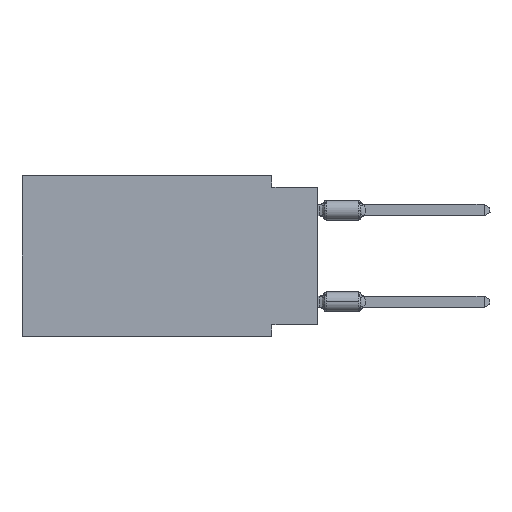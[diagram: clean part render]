
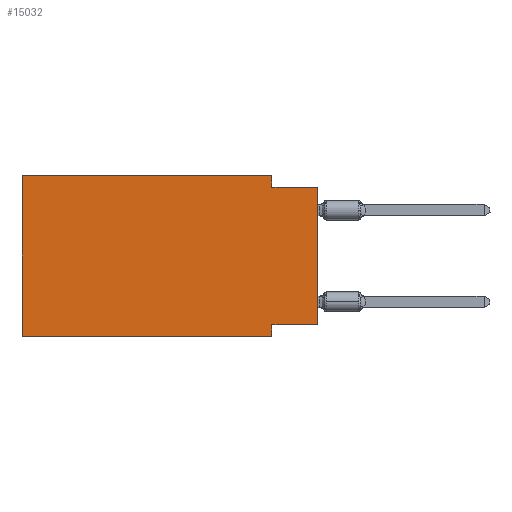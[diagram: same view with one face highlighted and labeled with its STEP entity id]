
A CAD part, left-side view. The second image highlights one B-rep face of the part: STEP entity #15032.
In plain terms, the highlighted planar face has unit normal (-1, 0, 0).
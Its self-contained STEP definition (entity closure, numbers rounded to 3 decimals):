
#186 = ORIENTED_EDGE ( 'NONE', *, *, #29446, .F. ) ;
#1922 = VERTEX_POINT ( 'NONE', #17776 ) ;
#2069 = ORIENTED_EDGE ( 'NONE', *, *, #28835, .F. ) ;
#2660 = CARTESIAN_POINT ( 'NONE',  ( 0., 2.54, 0. ) ) ;
#4270 = CARTESIAN_POINT ( 'NONE',  ( 0., 16.383, 0. ) ) ;
#5773 = EDGE_CURVE ( 'NONE', #12300, #7131, #12520, .T. ) ;
#7131 = VERTEX_POINT ( 'NONE', #2660 ) ;
#8862 = VERTEX_POINT ( 'NONE', #21033 ) ;
#9882 = VECTOR ( 'NONE', #12760, 1000. ) ;
#10254 = LINE ( 'NONE', #46557, #22422 ) ;
#10510 = EDGE_CURVE ( 'NONE', #7131, #1922, #32249, .T. ) ;
#11941 = LINE ( 'NONE', #33333, #24655 ) ;
#12300 = VERTEX_POINT ( 'NONE', #32298 ) ;
#12520 = LINE ( 'NONE', #34168, #9882 ) ;
#12661 = DIRECTION ( 'NONE',  ( 0., 0., -1. ) ) ;
#12760 = DIRECTION ( 'NONE',  ( 0., -1., 0. ) ) ;
#13991 = CARTESIAN_POINT ( 'NONE',  ( 0., 2.54, 0. ) ) ;
#15032 = ADVANCED_FACE ( 'NONE', ( #36471 ), #26124, .F. ) ;
#16730 = VECTOR ( 'NONE', #25842, 1000. ) ;
#17776 = CARTESIAN_POINT ( 'NONE',  ( 0., 2.54, -0.635 ) ) ;
#17855 = EDGE_CURVE ( 'NONE', #8862, #18780, #44039, .T. ) ;
#17959 = CARTESIAN_POINT ( 'NONE',  ( 0., 0., -0.635 ) ) ;
#18780 = VERTEX_POINT ( 'NONE', #17959 ) ;
#18925 = DIRECTION ( 'NONE',  ( 1., 0., 0. ) ) ;
#19363 = VERTEX_POINT ( 'NONE', #44490 ) ;
#21033 = CARTESIAN_POINT ( 'NONE',  ( 0., 0., -8.255 ) ) ;
#21535 = EDGE_CURVE ( 'NONE', #36189, #19363, #11941, .T. ) ;
#22422 = VECTOR ( 'NONE', #24446, 1000. ) ;
#23134 = CARTESIAN_POINT ( 'NONE',  ( 0., 16.383, -8.89 ) ) ;
#23963 = ORIENTED_EDGE ( 'NONE', *, *, #5773, .F. ) ;
#24446 = DIRECTION ( 'NONE',  ( 0., 0., 1. ) ) ;
#24655 = VECTOR ( 'NONE', #41252, 1000. ) ;
#25842 = DIRECTION ( 'NONE',  ( 0., 1., 0. ) ) ;
#25926 = EDGE_CURVE ( 'NONE', #36189, #12300, #10254, .T. ) ;
#26124 = PLANE ( 'NONE',  #37141 ) ;
#26269 = DIRECTION ( 'NONE',  ( 0., -1., 0. ) ) ;
#26612 = LINE ( 'NONE', #33814, #29772 ) ;
#28541 = EDGE_CURVE ( 'NONE', #31340, #19363, #26612, .T. ) ;
#28568 = CARTESIAN_POINT ( 'NONE',  ( 0., 2.54, -8.255 ) ) ;
#28835 = EDGE_CURVE ( 'NONE', #8862, #31340, #43864, .T. ) ;
#29369 = DIRECTION ( 'NONE',  ( 0., 0., 1. ) ) ;
#29446 = EDGE_CURVE ( 'NONE', #1922, #18780, #44304, .T. ) ;
#29470 = EDGE_LOOP ( 'NONE', ( #37921, #186, #36406, #23963, #33414, #37295, #45792, #2069 ) ) ;
#29772 = VECTOR ( 'NONE', #12661, 1000. ) ;
#31340 = VERTEX_POINT ( 'NONE', #28568 ) ;
#32249 = LINE ( 'NONE', #13991, #32422 ) ;
#32298 = CARTESIAN_POINT ( 'NONE',  ( 0., 16.383, 0. ) ) ;
#32422 = VECTOR ( 'NONE', #43331, 1000. ) ;
#33333 = CARTESIAN_POINT ( 'NONE',  ( 0., 16.383, -8.89 ) ) ;
#33414 = ORIENTED_EDGE ( 'NONE', *, *, #25926, .F. ) ;
#33814 = CARTESIAN_POINT ( 'NONE',  ( 0., 2.54, -8.89 ) ) ;
#34168 = CARTESIAN_POINT ( 'NONE',  ( 0., 16.383, 0. ) ) ;
#34432 = VECTOR ( 'NONE', #26269, 1000. ) ;
#36189 = VERTEX_POINT ( 'NONE', #23134 ) ;
#36406 = ORIENTED_EDGE ( 'NONE', *, *, #10510, .F. ) ;
#36471 = FACE_OUTER_BOUND ( 'NONE', #29470, .T. ) ;
#37141 = AXIS2_PLACEMENT_3D ( 'NONE', #4270, #18925, #39824 ) ;
#37295 = ORIENTED_EDGE ( 'NONE', *, *, #21535, .T. ) ;
#37320 = CARTESIAN_POINT ( 'NONE',  ( 0., 0., 0. ) ) ;
#37921 = ORIENTED_EDGE ( 'NONE', *, *, #17855, .T. ) ;
#37935 = VECTOR ( 'NONE', #29369, 1000. ) ;
#39824 = DIRECTION ( 'NONE',  ( 0., 0., -1. ) ) ;
#41252 = DIRECTION ( 'NONE',  ( 0., -1., 0. ) ) ;
#43331 = DIRECTION ( 'NONE',  ( 0., 0., -1. ) ) ;
#43397 = CARTESIAN_POINT ( 'NONE',  ( 0., 0., -8.255 ) ) ;
#43864 = LINE ( 'NONE', #43397, #16730 ) ;
#44039 = LINE ( 'NONE', #37320, #37935 ) ;
#44304 = LINE ( 'NONE', #44533, #34432 ) ;
#44490 = CARTESIAN_POINT ( 'NONE',  ( 0., 2.54, -8.89 ) ) ;
#44533 = CARTESIAN_POINT ( 'NONE',  ( 0., 0., -0.635 ) ) ;
#45792 = ORIENTED_EDGE ( 'NONE', *, *, #28541, .F. ) ;
#46557 = CARTESIAN_POINT ( 'NONE',  ( 0., 16.383, 0. ) ) ;
